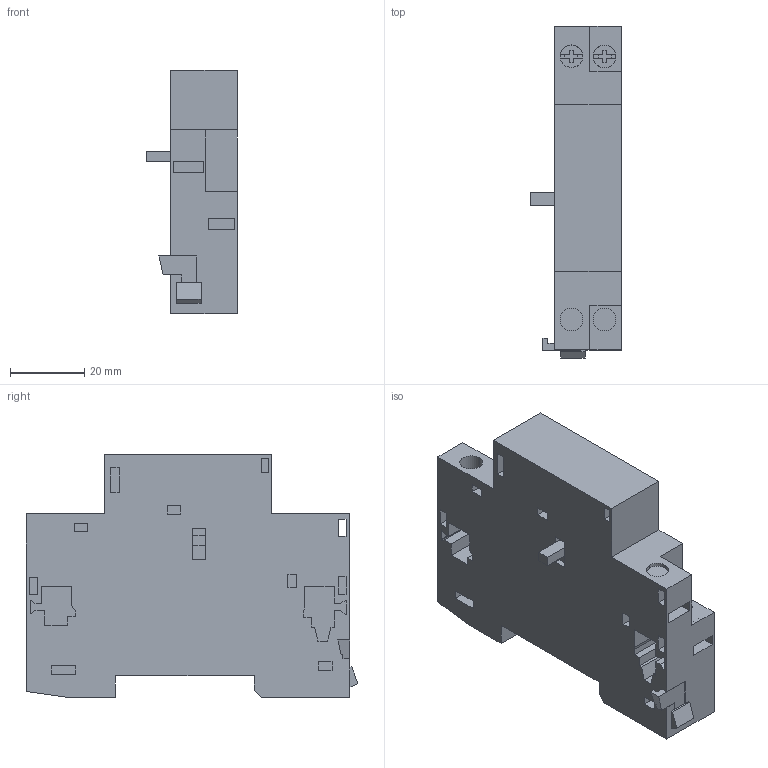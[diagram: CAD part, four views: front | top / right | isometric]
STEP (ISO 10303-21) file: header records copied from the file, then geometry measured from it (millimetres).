
FILE_DESCRIPTION(('STEP AP242'),'1');
FILE_NAME('gvau115.stp','2022-02-17T08:09:27',('TraceParts'),('TraceParts S.A.'),'Spatial InterOp 3D',' ',' ');
FILE_SCHEMA(('AP242_MANAGED_MODEL_BASED_3D_ENGINEERING_MIM_LF {1 0 10303 442 1 1 4}'));
Length unit declared in the file: millimetre
Products named in the file (1): gvau115_1
Bounding box: 24.45 x 89.19 x 65.4 mm (x, y, z)
Volume: 77525.3 mm3; surface area: 20706.4 mm2
Topology: 3 solids, 3 shells, 220 faces, 573 edges, 382 vertices
Faces by surface type: plane 194, cylinder 26
Entity records: 6692 total; most frequent: CARTESIAN_POINT 1178, ORIENTED_EDGE 1146, DIRECTION 1079, EDGE_CURVE 573, LINE 513, VECTOR 513, VERTEX_POINT 382, AXIS2_PLACEMENT_3D 283
